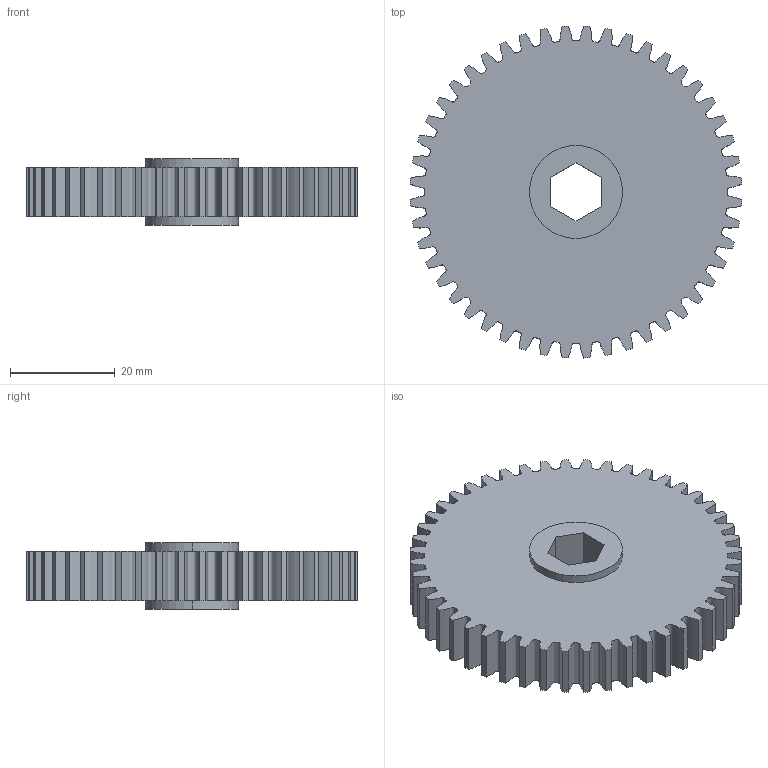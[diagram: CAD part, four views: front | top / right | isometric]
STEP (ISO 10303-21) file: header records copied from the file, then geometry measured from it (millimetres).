
FILE_DESCRIPTION (( 'STEP AP214' ), '1' );
FILE_NAME ('WCP-0114 Rev1.STEP', '2019-12-23T21:16:48', ( '' ), ( '' ), 'SwSTEP 2.0', 'SolidWorks 2018', '' );
FILE_SCHEMA (( 'AUTOMOTIVE_DESIGN' ));
Length unit declared in the file: inch
Products named in the file (1): WCP-0114 Rev1
Bounding box: 63.43 x 63.43 x 12.65 mm (x, y, z)
Volume: 28303.2 mm3; surface area: 9936 mm2
Topology: 1 solids, 1 shells, 110 faces, 318 edges, 212 vertices
Faces by surface type: cylinder 52, bspline 48, plane 10
Entity records: 17994 total; most frequent: CARTESIAN_POINT 15281, ORIENTED_EDGE 636, DIRECTION 452, EDGE_CURVE 318, VERTEX_POINT 212, AXIS2_PLACEMENT_3D 167, VECTOR 118, LINE 118
